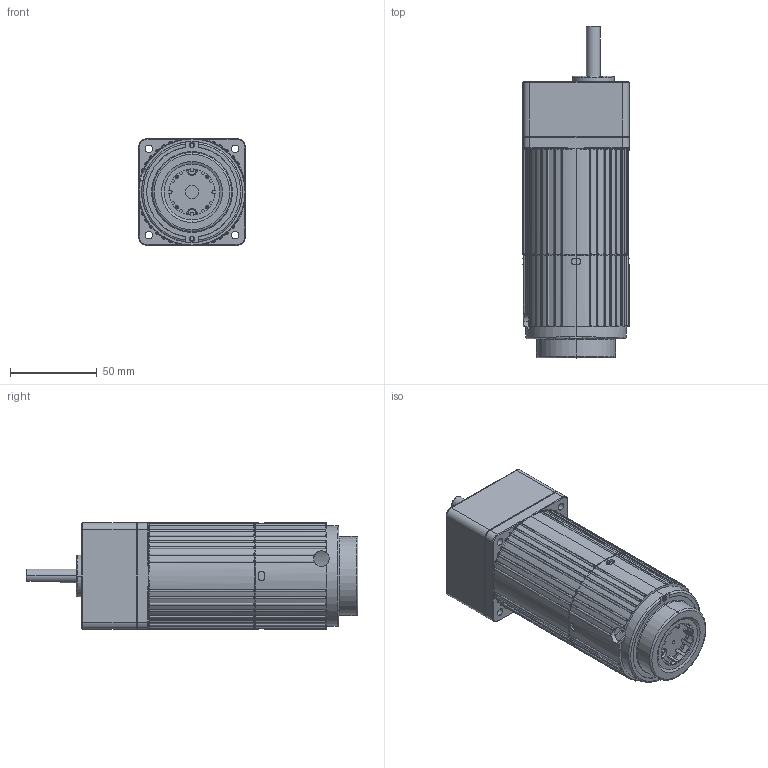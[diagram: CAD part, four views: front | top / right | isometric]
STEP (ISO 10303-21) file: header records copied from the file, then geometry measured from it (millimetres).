
FILE_DESCRIPTION (( 'STEP AP203' ), '1' );
FILE_NAME ('2IK6R-M+2GN3-15K.STEP', '2020-01-07T03:15:30', ( 'Sky123.Org' ), ( 'Sky123.Org' ), 'SwSTEP 2.0', 'SolidWorks 2014', '' );
FILE_SCHEMA (( 'CONFIG_CONTROL_DESIGN' ));
Length unit declared in the file: millimetre
Products named in the file (5): 2IK6A-M; 60刹车罩壳-机壳车制; 测速线圈外壳6W专用; 2GN3-15K; 2IK6R-M+2GN3-15K
Assembly tree (4 placements, depth 2):
  2IK6R-M+2GN3-15K
    2IK6A-M
    60刹车罩壳-机壳车制
    测速线圈外壳6W专用
    2GN3-15K
Bounding box: 61 x 191 x 61 mm (x, y, z)
Volume: 360592.1 mm3; surface area: 73775.1 mm2
Topology: 4 solids, 4 shells, 744 faces, 1932 edges, 1189 vertices
Faces by surface type: cylinder 283, plane 182, torus 173, cone 53, bspline 51, sphere 2
Entity records: 25588 total; most frequent: CARTESIAN_POINT 6739, DIRECTION 4095, ORIENTED_EDGE 3828, EDGE_CURVE 1914, AXIS2_PLACEMENT_3D 1760, VERTEX_POINT 1189, CIRCLE 1060, EDGE_LOOP 811
